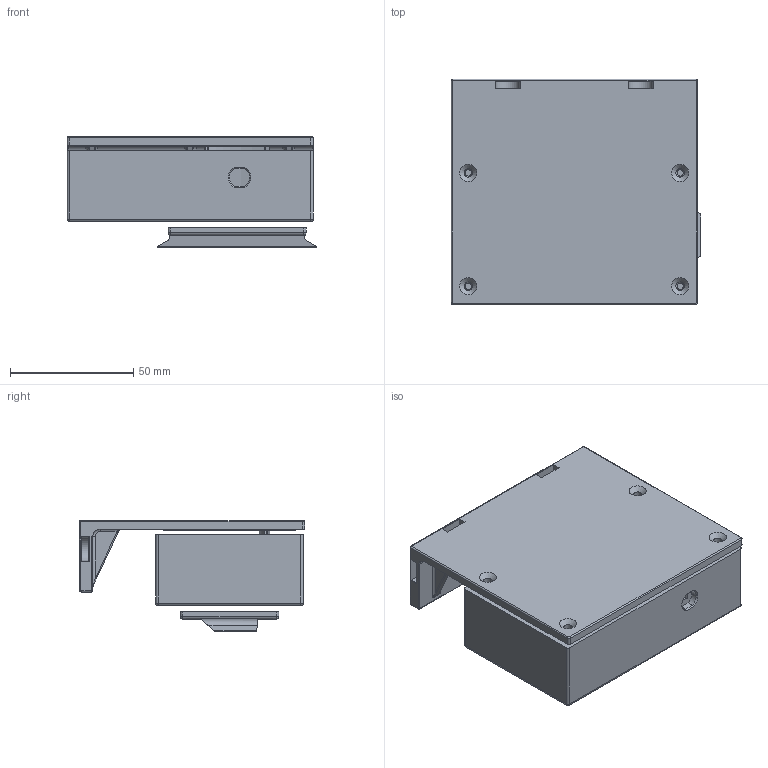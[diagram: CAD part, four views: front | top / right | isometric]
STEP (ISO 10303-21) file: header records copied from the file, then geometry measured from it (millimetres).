
FILE_DESCRIPTION(/* description */ (''),/* implementation_level */ '2;1');
FILE_NAME(/* name */ 'UVTRON-Gehaeuse-Version-12Volt v8.step',/* time_stamp */ '2025-06-15T14:54:51+02:00',/* author */ (''),/* organization */ (''),/* preprocessor_version */ 'ST-DEVELOPER v20.1',/* originating_system */ 'Autodesk Translation Framework v14.10.0.0',/* authorisation */ '');
FILE_SCHEMA (('AUTOMOTIVE_DESIGN { 1 0 10303 214 3 1 1 }'));
Length unit declared in the file: millimetre
Products named in the file (1): UVTRON-Gehaeuse-Version-12Volt
Bounding box: 101.43 x 91.5 x 45 mm (x, y, z)
Volume: 108621 mm3; surface area: 69647.2 mm2
Topology: 3 solids, 3 shells, 601 faces, 1506 edges, 946 vertices
Faces by surface type: plane 335, cylinder 133, bspline 91, cone 18, torus 12, sphere 12
Full cylindrical faces by diameter (mm): 2.6 x9, 3.2 x4, 3.5 x4
Entity records: 20022 total; most frequent: CARTESIAN_POINT 6050, ORIENTED_EDGE 2988, DIRECTION 2660, EDGE_CURVE 1494, LINE 984, VECTOR 984, VERTEX_POINT 946, AXIS2_PLACEMENT_3D 838
